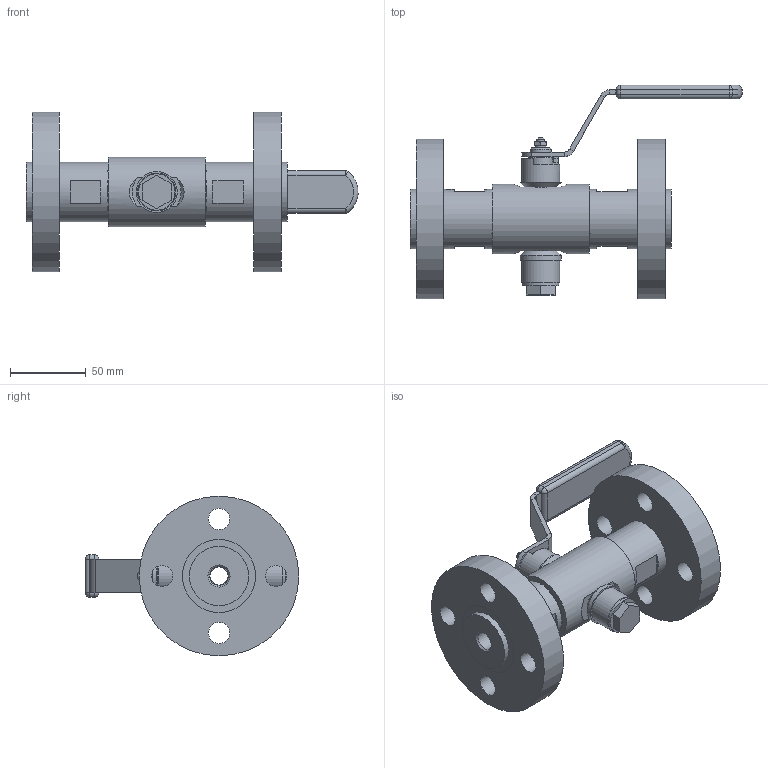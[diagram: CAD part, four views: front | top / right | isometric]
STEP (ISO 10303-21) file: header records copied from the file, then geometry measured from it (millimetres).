
FILE_DESCRIPTION(('STEP AP203'), '1');
FILE_NAME('扰鳧 _ 埡39.410.015.000', '', ('UNSPECIFIED'), ('UNSPECIFIED'), 'ASCON STEP Converter 1.3', 'ASCON Math Kernel', '');
FILE_SCHEMA(('CONFIG_CONTROL_DESIGN'));
Length unit declared in the file: millimetre
Products named in the file (29): 埡39.410.015.000; 埡39.410.015.021; 埡39.410.015.022; 埡39.410.015.011; 埡39.410.015.004; 埡39.410.015.003; 埡39.010.015.002; 埡39.010.015.003; ﾔﾁﾑ94.008.02.007; 埡39.210.015.002; 埡39.410.015.009; 埡39.410.015.012; 埡39.410.015.001; 埡39.410.015.005; 埡39.410.015.013; ﾔﾁﾑ94.034.02.005; 埡39.230.015.060; 埡39.230.015.061; 埡39.410.015.014
Assembly tree (34 placements, depth 3):
  埡39.410.015.000
    埡39.410.015.000
      埡39.410.015.021
      埡39.410.015.022
      埡39.410.015.022
    埡39.410.015.011
    埡39.410.015.004  x2
    埡39.410.015.003
    埡39.010.015.002
    埡39.010.015.003
    ﾔﾁﾑ94.008.02.007
    (unnamed)
    埡39.210.015.002  x2
    埡39.410.015.009  x2
    埡39.410.015.012  x2
    (unnamed)
    (unnamed)
    埡39.410.015.001  x2
    埡39.410.015.005
    (unnamed)
    埡39.410.015.013
    (unnamed)  x2
    ﾔﾁﾑ94.034.02.005
    埡39.230.015.060
      埡39.230.015.061
      (unnamed)
    埡39.410.015.014
    (unnamed)
    (unnamed)
Bounding box: 218.44 x 140.54 x 105 mm (x, y, z)
Volume: 496599.9 mm3; surface area: 145279.3 mm2
Topology: 32 solids, 32 shells, 414 faces, 834 edges, 512 vertices
Faces by surface type: plane 191, cylinder 143, cone 58, sphere 9, torus 9, bspline 4
Full cylindrical faces by diameter (mm): 3.5 x2, 3.8 x1, 4.134 x2, 5 x1, 5.5 x1, 7.8 x1, 8.376 x1, 10 x2, 11 x7, 12 x11, 12.5 x2, 13.8 x1, 14 x11, 14.3 x2, 14.376 x1, 14.5 x1, 15 x3, 16 x5, 16.7 x1, 17 x4, 18 x9, 18.3 x2, 22 x2, 24 x3, 25 x2, 26 x2, 27 x1, 30 x1, 30.8 x2, 31.376 x2
Entity records: 17496 total; most frequent: CARTESIAN_POINT 5927, DIRECTION 1588, ORIENTED_EDGE 1132, AXIS2_PLACEMENT_3D 695, EDGE_LOOP 568, EDGE_CURVE 566, VERTEX_POINT 432, COLOUR_RGB 377
